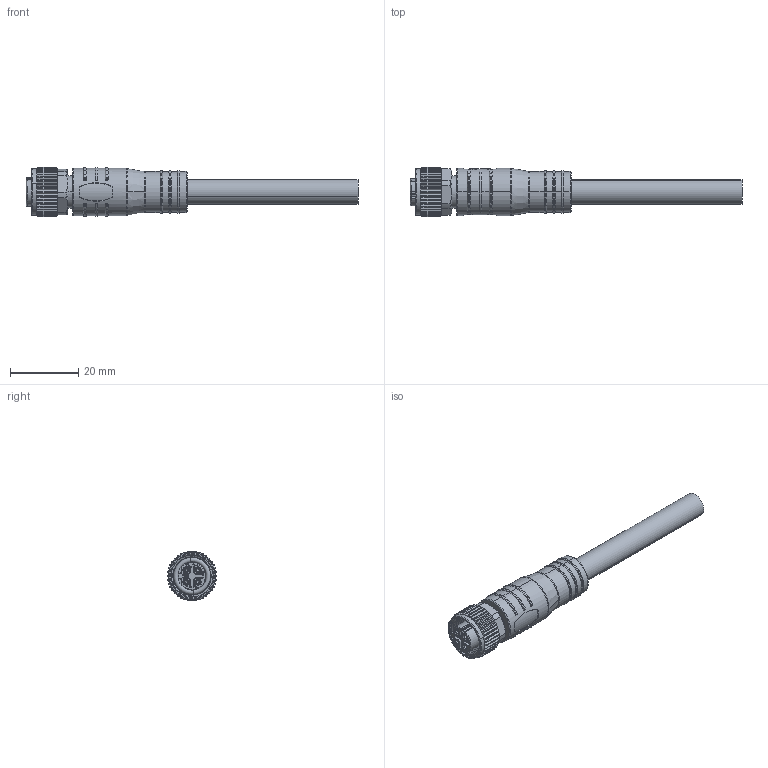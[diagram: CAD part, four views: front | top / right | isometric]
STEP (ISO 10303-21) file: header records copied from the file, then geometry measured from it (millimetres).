
FILE_DESCRIPTION((''),'2;1');
FILE_NAME('243990_SM01_ASM','2024-08-22T08:05:02',('banengservice'),('BANNER ENGINEERING'),'CREO PARAMETRIC BY PTC INC, 2022414','CREO PARAMETRIC BY PTC INC, 2022414','');
FILE_SCHEMA(('CONFIG_CONTROL_DESIGN'));
Length unit declared in the file: millimetre
Products named in the file (2): 243990_EP01; 243990_SM01_ASM
Assembly tree (1 placements, depth 2):
  243990_SM01_ASM
    243990_EP01
Bounding box: 97.1 x 14.5 x 14.5 mm (x, y, z)
Volume: 7812.6 mm3; surface area: 4645.1 mm2
Topology: 1 solids, 1 shells, 844 faces, 2171 edges, 1324 vertices
Faces by surface type: plane 290, cylinder 264, cone 122, torus 69, bspline 56, extrusion 33, sphere 10
Entity records: 37571 total; most frequent: CARTESIAN_POINT 17794, ORIENTED_EDGE 4306, DIRECTION 3934, EDGE_CURVE 2153, AXIS2_PLACEMENT_3D 1545, VERTEX_POINT 1324, EDGE_LOOP 869, VECTOR 844
